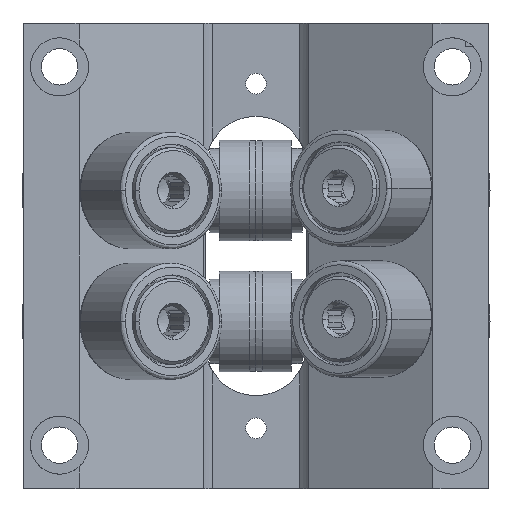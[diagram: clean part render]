
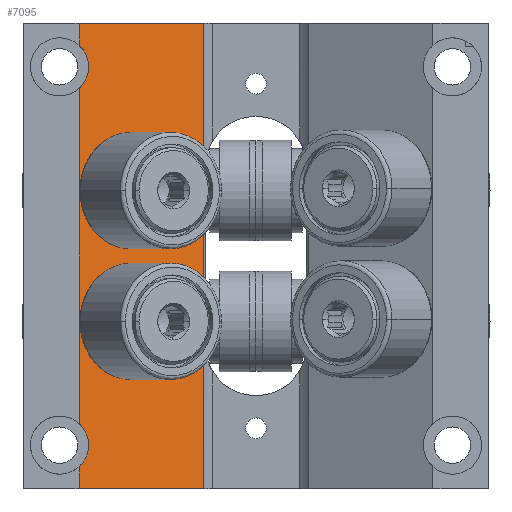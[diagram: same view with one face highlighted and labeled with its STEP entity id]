
A CAD part, front view. The second image highlights one B-rep face of the part: STEP entity #7095.
In plain terms, the highlighted planar face has unit normal (0.499, -0.867, 0).
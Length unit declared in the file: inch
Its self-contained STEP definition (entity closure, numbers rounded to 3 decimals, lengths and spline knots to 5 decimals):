
#190 = EDGE_CURVE ( 'NONE', #14895, #1936, #14244, .T. ) ;
#361 = EDGE_CURVE ( 'NONE', #1474, #13421, #17305, .T. ) ;
#407 = ORIENTED_EDGE ( 'NONE', *, *, #361, .F. ) ;
#418 = CARTESIAN_POINT ( 'NONE',  ( -0.22566, 0.19491, -1. ) ) ;
#497 = VERTEX_POINT ( 'NONE', #6893 ) ;
#507 = EDGE_LOOP ( 'NONE', ( #705, #16393 ) ) ;
#563 = CARTESIAN_POINT ( 'NONE',  ( -0.76022, -0.113, 0.90549 ) ) ;
#705 = ORIENTED_EDGE ( 'NONE', *, *, #7624, .T. ) ;
#895 = LINE ( 'NONE', #7378, #2558 ) ;
#1238 = ORIENTED_EDGE ( 'NONE', *, *, #17260, .F. ) ;
#1339 = LINE ( 'NONE', #4057, #12334 ) ;
#1474 = VERTEX_POINT ( 'NONE', #15848 ) ;
#1757 = CARTESIAN_POINT ( 'NONE',  ( -0.76022, -0.113, 0.71951 ) ) ;
#1936 = VERTEX_POINT ( 'NONE', #13183 ) ;
#1951 = LINE ( 'NONE', #10424, #4989 ) ;
#2394 = FACE_OUTER_BOUND ( 'NONE', #10485, .T. ) ;
#2423 = CARTESIAN_POINT ( 'NONE',  ( -0.65743, -0.05379, 0.4735 ) ) ;
#2558 = VECTOR ( 'NONE', #4912, 39.37008 ) ;
#2658 =( BOUNDED_CURVE ( )  B_SPLINE_CURVE ( 3, ( #6555, #2423, #16984, #17155 ),
 .UNSPECIFIED., .F., .T. ) 
 B_SPLINE_CURVE_WITH_KNOTS ( ( 4, 4 ),
 ( 3.14159, 6.28319 ),
 .UNSPECIFIED. ) 
 CURVE ( )  GEOMETRIC_REPRESENTATION_ITEM ( )  RATIONAL_B_SPLINE_CURVE ( ( 1., 0.333, 0.333, 1. ) ) 
 REPRESENTATION_ITEM ( '' )  );
#2660 = CARTESIAN_POINT ( 'NONE',  ( -0.22566, 0.19491, -1. ) ) ;
#2853 = CARTESIAN_POINT ( 'NONE',  ( -0.65743, -0.05379, 0.281 ) ) ;
#3211 = EDGE_CURVE ( 'NONE', #4093, #9250, #16644, .T. ) ;
#3580 = CARTESIAN_POINT ( 'NONE',  ( -0.49062, 0.04229, -0.0885 ) ) ;
#4057 = CARTESIAN_POINT ( 'NONE',  ( -0.76022, -0.113, -1. ) ) ;
#4093 = VERTEX_POINT ( 'NONE', #13066 ) ;
#4301 = CARTESIAN_POINT ( 'NONE',  ( -0.65743, -0.05379, -0.4735 ) ) ;
#4365 = CARTESIAN_POINT ( 'NONE',  ( -0.49062, 0.04229, 0.0885 ) ) ;
#4535 = CARTESIAN_POINT ( 'NONE',  ( -0.65743, -0.05379, 0.0885 ) ) ;
#4678 = ORIENTED_EDGE ( 'NONE', *, *, #11600, .F. ) ;
#4759 = EDGE_CURVE ( 'NONE', #13130, #14895, #895, .T. ) ;
#4783 = ORIENTED_EDGE ( 'NONE', *, *, #14591, .T. ) ;
#4912 = DIRECTION ( 'NONE',  ( 0.867, 0.499, 0. ) ) ;
#4989 = VECTOR ( 'NONE', #17180, 39.37008 ) ;
#5103 = DIRECTION ( 'NONE',  ( 0., 0., 1. ) ) ;
#5130 = CARTESIAN_POINT ( 'NONE',  ( -0.701, -0.07889, -0.7727 ) ) ;
#5219 = CARTESIAN_POINT ( 'NONE',  ( -0.76022, -0.113, -0.90549 ) ) ;
#5452 = CARTESIAN_POINT ( 'NONE',  ( -0.49062, 0.04229, -0.281 ) ) ;
#5601 = VECTOR ( 'NONE', #8729, 39.37008 ) ;
#5682 = CARTESIAN_POINT ( 'NONE',  ( -0.49062, 0.04229, 0.281 ) ) ;
#6345 = FACE_BOUND ( 'NONE', #507, .T. ) ;
#6447 = VERTEX_POINT ( 'NONE', #12179 ) ;
#6555 = CARTESIAN_POINT ( 'NONE',  ( -0.65743, -0.05379, 0.281 ) ) ;
#6577 = CARTESIAN_POINT ( 'NONE',  ( -0.65743, -0.05379, -0.0885 ) ) ;
#6891 = EDGE_CURVE ( 'NONE', #13130, #1474, #9692, .T. ) ;
#6893 = CARTESIAN_POINT ( 'NONE',  ( -0.76022, -0.113, 1. ) ) ;
#7095 = ADVANCED_FACE ( 'NONE', ( #6345, #11608, #2394 ), #9326, .T. ) ;
#7378 = CARTESIAN_POINT ( 'NONE',  ( -0.22566, 0.19491, -1. ) ) ;
#7568 =( BOUNDED_CURVE ( )  B_SPLINE_CURVE ( 3, ( #5452, #16223, #4301, #16139 ),
 .UNSPECIFIED., .F., .T. ) 
 B_SPLINE_CURVE_WITH_KNOTS ( ( 4, 4 ),
 ( 0., 3.14159 ),
 .UNSPECIFIED. ) 
 CURVE ( )  GEOMETRIC_REPRESENTATION_ITEM ( )  RATIONAL_B_SPLINE_CURVE ( ( 1., 0.333, 0.333, 1. ) ) 
 REPRESENTATION_ITEM ( '' )  );
#7624 = EDGE_CURVE ( 'NONE', #9907, #6447, #7568, .T. ) ;
#7674 = CARTESIAN_POINT ( 'NONE',  ( -0.76022, -0.113, -0.71951 ) ) ;
#7975 = ORIENTED_EDGE ( 'NONE', *, *, #190, .T. ) ;
#8120 = DIRECTION ( 'NONE',  ( 0., 0., 1. ) ) ;
#8590 =( BOUNDED_CURVE ( )  B_SPLINE_CURVE ( 3, ( #10326, #6577, #3580, #14284 ),
 .UNSPECIFIED., .F., .F. ) 
 B_SPLINE_CURVE_WITH_KNOTS ( ( 4, 4 ),
 ( 3.14159, 6.28319 ),
 .UNSPECIFIED. ) 
 CURVE ( )  GEOMETRIC_REPRESENTATION_ITEM ( )  RATIONAL_B_SPLINE_CURVE ( ( 1., 0.333, 0.333, 1. ) ) 
 REPRESENTATION_ITEM ( '' )  );
#8616 = ORIENTED_EDGE ( 'NONE', *, *, #3211, .T. ) ;
#8729 = DIRECTION ( 'NONE',  ( 0., 0., 1. ) ) ;
#8982 = CARTESIAN_POINT ( 'NONE',  ( -0.701, -0.07889, -0.8523 ) ) ;
#9250 = VERTEX_POINT ( 'NONE', #2853 ) ;
#9326 = PLANE ( 'NONE',  #9464 ) ;
#9371 = CARTESIAN_POINT ( 'NONE',  ( -0.76022, -0.113, -1. ) ) ;
#9464 = AXIS2_PLACEMENT_3D ( 'NONE', #2660, #14410, #16952 ) ;
#9692 = LINE ( 'NONE', #10926, #10282 ) ;
#9903 = ORIENTED_EDGE ( 'NONE', *, *, #6891, .F. ) ;
#9907 = VERTEX_POINT ( 'NONE', #17006 ) ;
#10282 = VECTOR ( 'NONE', #8120, 39.37008 ) ;
#10326 = CARTESIAN_POINT ( 'NONE',  ( -0.65743, -0.05379, -0.281 ) ) ;
#10424 = CARTESIAN_POINT ( 'NONE',  ( -0.22566, 0.19491, 1. ) ) ;
#10485 = EDGE_LOOP ( 'NONE', ( #407, #9903, #13897, #7975, #1238, #15027, #4678, #13980 ) ) ;
#10926 = CARTESIAN_POINT ( 'NONE',  ( -0.76022, -0.113, -1. ) ) ;
#11275 = CARTESIAN_POINT ( 'NONE',  ( -0.76022, -0.113, -1. ) ) ;
#11472 = CARTESIAN_POINT ( 'NONE',  ( -0.701, -0.07889, 0.7727 ) ) ;
#11600 = EDGE_CURVE ( 'NONE', #12582, #16141, #13316, .T. ) ;
#11608 = FACE_BOUND ( 'NONE', #14091, .T. ) ;
#12001 = LINE ( 'NONE', #9371, #12558 ) ;
#12179 = CARTESIAN_POINT ( 'NONE',  ( -0.65743, -0.05379, -0.281 ) ) ;
#12334 = VECTOR ( 'NONE', #5103, 39.37008 ) ;
#12558 = VECTOR ( 'NONE', #14719, 39.37008 ) ;
#12582 = VERTEX_POINT ( 'NONE', #1757 ) ;
#12795 = EDGE_CURVE ( 'NONE', #16141, #497, #12001, .T. ) ;
#13066 = CARTESIAN_POINT ( 'NONE',  ( -0.49062, 0.04229, 0.281 ) ) ;
#13130 = VERTEX_POINT ( 'NONE', #11275 ) ;
#13183 = CARTESIAN_POINT ( 'NONE',  ( -0.22566, 0.19491, 1. ) ) ;
#13316 =( BOUNDED_CURVE ( )  B_SPLINE_CURVE ( 3, ( #14446, #11472, #14180, #17075 ),
 .UNSPECIFIED., .F., .T. ) 
 B_SPLINE_CURVE_WITH_KNOTS ( ( 4, 4 ),
 ( 5.44424, 7.12213 ),
 .UNSPECIFIED. ) 
 CURVE ( )  GEOMETRIC_REPRESENTATION_ITEM ( )  RATIONAL_B_SPLINE_CURVE ( ( 1., 0.779, 0.779, 1. ) ) 
 REPRESENTATION_ITEM ( '' )  );
#13421 = VERTEX_POINT ( 'NONE', #16082 ) ;
#13797 = EDGE_CURVE ( 'NONE', #13421, #12582, #1339, .T. ) ;
#13897 = ORIENTED_EDGE ( 'NONE', *, *, #4759, .T. ) ;
#13980 = ORIENTED_EDGE ( 'NONE', *, *, #13797, .F. ) ;
#14091 = EDGE_LOOP ( 'NONE', ( #8616, #4783 ) ) ;
#14158 = CARTESIAN_POINT ( 'NONE',  ( -0.22566, 0.19491, -1. ) ) ;
#14180 = CARTESIAN_POINT ( 'NONE',  ( -0.701, -0.07889, 0.8523 ) ) ;
#14244 = LINE ( 'NONE', #14158, #5601 ) ;
#14284 = CARTESIAN_POINT ( 'NONE',  ( -0.49062, 0.04229, -0.281 ) ) ;
#14410 = DIRECTION ( 'NONE',  ( 0.499, -0.867, 0. ) ) ;
#14446 = CARTESIAN_POINT ( 'NONE',  ( -0.76022, -0.113, 0.71951 ) ) ;
#14591 = EDGE_CURVE ( 'NONE', #9250, #4093, #2658, .T. ) ;
#14719 = DIRECTION ( 'NONE',  ( 0., 0., 1. ) ) ;
#14895 = VERTEX_POINT ( 'NONE', #418 ) ;
#15027 = ORIENTED_EDGE ( 'NONE', *, *, #12795, .F. ) ;
#15037 = CARTESIAN_POINT ( 'NONE',  ( -0.65743, -0.05379, 0.281 ) ) ;
#15848 = CARTESIAN_POINT ( 'NONE',  ( -0.76022, -0.113, -0.90549 ) ) ;
#16082 = CARTESIAN_POINT ( 'NONE',  ( -0.76022, -0.113, -0.71951 ) ) ;
#16139 = CARTESIAN_POINT ( 'NONE',  ( -0.65743, -0.05379, -0.281 ) ) ;
#16141 = VERTEX_POINT ( 'NONE', #563 ) ;
#16223 = CARTESIAN_POINT ( 'NONE',  ( -0.49062, 0.04229, -0.4735 ) ) ;
#16393 = ORIENTED_EDGE ( 'NONE', *, *, #16426, .T. ) ;
#16426 = EDGE_CURVE ( 'NONE', #6447, #9907, #8590, .T. ) ;
#16644 =( BOUNDED_CURVE ( )  B_SPLINE_CURVE ( 3, ( #5682, #4365, #4535, #15037 ),
 .UNSPECIFIED., .F., .F. ) 
 B_SPLINE_CURVE_WITH_KNOTS ( ( 4, 4 ),
 ( 0., 3.14159 ),
 .UNSPECIFIED. ) 
 CURVE ( )  GEOMETRIC_REPRESENTATION_ITEM ( )  RATIONAL_B_SPLINE_CURVE ( ( 1., 0.333, 0.333, 1. ) ) 
 REPRESENTATION_ITEM ( '' )  );
#16952 = DIRECTION ( 'NONE',  ( 0.867, 0.499, 0. ) ) ;
#16984 = CARTESIAN_POINT ( 'NONE',  ( -0.49062, 0.04229, 0.4735 ) ) ;
#17006 = CARTESIAN_POINT ( 'NONE',  ( -0.49062, 0.04229, -0.281 ) ) ;
#17075 = CARTESIAN_POINT ( 'NONE',  ( -0.76022, -0.113, 0.90549 ) ) ;
#17155 = CARTESIAN_POINT ( 'NONE',  ( -0.49062, 0.04229, 0.281 ) ) ;
#17180 = DIRECTION ( 'NONE',  ( 0.867, 0.499, 0. ) ) ;
#17260 = EDGE_CURVE ( 'NONE', #497, #1936, #1951, .T. ) ;
#17305 =( BOUNDED_CURVE ( )  B_SPLINE_CURVE ( 3, ( #5219, #8982, #5130, #7674 ),
 .UNSPECIFIED., .F., .F. ) 
 B_SPLINE_CURVE_WITH_KNOTS ( ( 4, 4 ),
 ( 5.44424, 7.12213 ),
 .UNSPECIFIED. ) 
 CURVE ( )  GEOMETRIC_REPRESENTATION_ITEM ( )  RATIONAL_B_SPLINE_CURVE ( ( 1., 0.779, 0.779, 1. ) ) 
 REPRESENTATION_ITEM ( '' )  );
